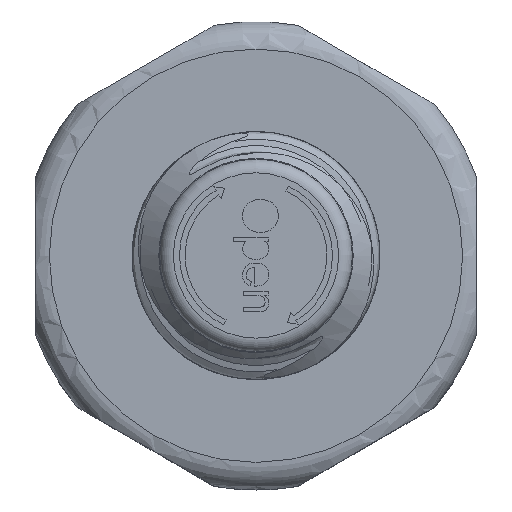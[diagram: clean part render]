
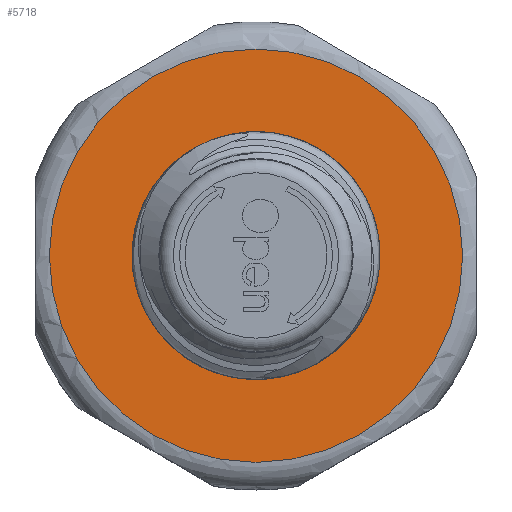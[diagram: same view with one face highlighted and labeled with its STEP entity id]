
A CAD part, top view. The second image highlights one B-rep face of the part: STEP entity #5718.
In plain terms, the highlighted planar face has unit normal (0, 0, 1).
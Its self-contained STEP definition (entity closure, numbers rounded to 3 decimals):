
#192=FACE_BOUND('',#2116,.T.);
#584=PLANE('',#5982);
#1786=FACE_OUTER_BOUND('',#2115,.T.);
#2115=EDGE_LOOP('',(#5132));
#2116=EDGE_LOOP('',(#5133));
#2158=CIRCLE('',#5914,7.);
#2193=CIRCLE('',#5973,15.);
#2652=VERTEX_POINT('',#9770);
#2726=VERTEX_POINT('',#11922);
#3414=EDGE_CURVE('',#2652,#2652,#2158,.T.);
#3521=EDGE_CURVE('',#2726,#2726,#2193,.T.);
#5132=ORIENTED_EDGE('',*,*,#3521,.T.);
#5133=ORIENTED_EDGE('',*,*,#3414,.F.);
#5718=ADVANCED_FACE('',(#1786,#192),#584,.T.);
#5914=AXIS2_PLACEMENT_3D('',#9772,#6762,#6763);
#5973=AXIS2_PLACEMENT_3D('',#11923,#6895,#6896);
#5982=AXIS2_PLACEMENT_3D('',#12065,#6914,#6915);
#6762=DIRECTION('center_axis',(0.,0.,
1.));
#6763=DIRECTION('ref_axis',(0.,1.,0.));
#6895=DIRECTION('center_axis',(0.,0.,
1.));
#6896=DIRECTION('ref_axis',(1.,0.,0.));
#6914=DIRECTION('center_axis',(0.,0.,
1.));
#6915=DIRECTION('ref_axis',(0.,1.,0.));
#9770=CARTESIAN_POINT('',(0.,-7.,30.));
#9772=CARTESIAN_POINT('Origin',(0.,0.,
30.));
#11922=CARTESIAN_POINT('',(0.,-15.,30.));
#11923=CARTESIAN_POINT('Origin',(0.,0.,
30.));
#12065=CARTESIAN_POINT('Origin',(11.313,0.,30.));
